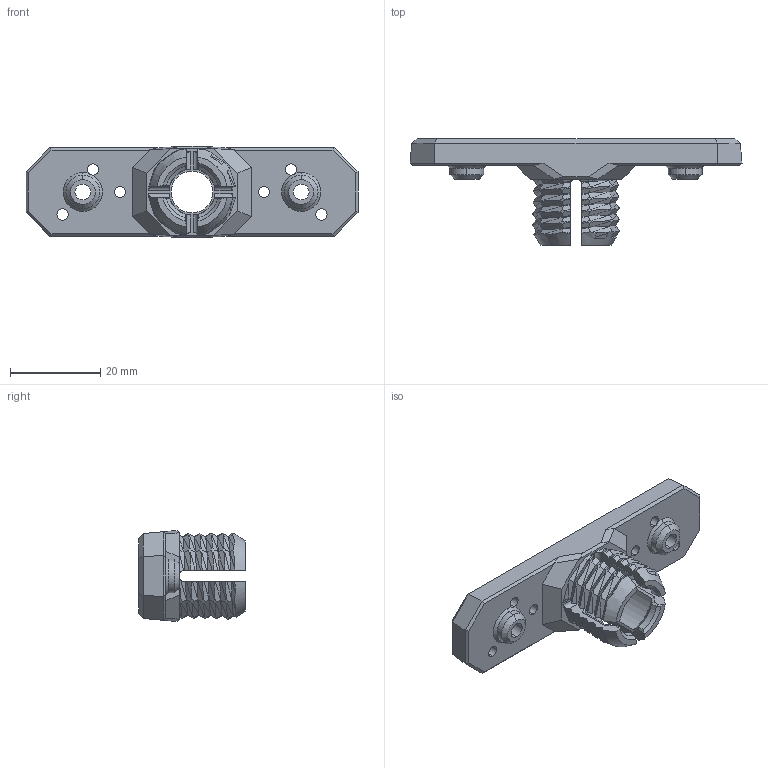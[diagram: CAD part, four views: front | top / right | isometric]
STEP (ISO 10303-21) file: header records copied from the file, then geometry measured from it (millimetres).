
FILE_DESCRIPTION(('FreeCAD Model'),'2;1');
FILE_NAME('OctaMount6_short.STEP','2017-02-28T14:57:45',( 'Author'),(''),'Open CASCADE STEP processor 6.8','FreeCAD','Unknown' );
FILE_SCHEMA(('AUTOMOTIVE_DESIGN_CC2 { 1 2 10303 214 -1 1 5 4 }'));
Products named in the file (1): M4_Hardware_09_OctaMount5
Bounding box: 73.75 x 23.72 x 20.22 mm (x, y, z)
Volume: 10011.1 mm3; surface area: 5861.8 mm2
Topology: 1 solids, 1 shells, 459 faces, 1194 edges, 741 vertices
Faces by surface type: plane 332, bspline 59, cylinder 38, cone 30
Entity records: 44586 total; most frequent: CARTESIAN_POINT 23882, DIRECTION 3017, ORIENTED_EDGE 2388, PCURVE 2388, DEFINITIONAL_REPRESENTATION 2388, LINE 2007, VECTOR 2007, EDGE_CURVE 1194
